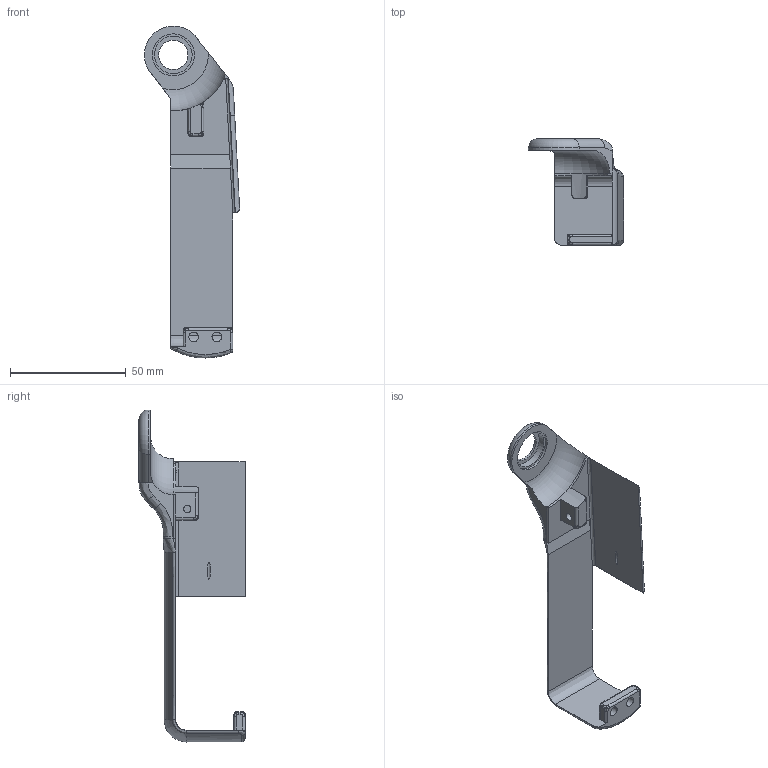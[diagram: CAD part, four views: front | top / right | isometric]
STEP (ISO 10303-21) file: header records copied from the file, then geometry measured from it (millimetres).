
FILE_DESCRIPTION( ( '' ), ' ' );
FILE_NAME( '5ee9cc7eae8015119d87a5d4.step', '2020-06-17T07:55:42', ( '' ), ( '' ), ' ', ' ', ' ' );
FILE_SCHEMA( ( 'AUTOMOTIVE_DESIGN { 1 0 10303 214 1 1 1 1 }' ) );
Length unit declared in the file: metre
Products named in the file (1): L_Cover
Bounding box: 41.12 x 45.91 x 143.55 mm (x, y, z)
Volume: 25593.7 mm3; surface area: 15160.4 mm2
Topology: 1 solids, 1 shells, 162 faces, 410 edges, 251 vertices
Faces by surface type: bspline 68, plane 42, cylinder 24, extrusion 20, torus 5, cone 3
Full cylindrical faces by diameter (mm): 1.5 x1, 3.203 x1, 4.199 x2, 12.716 x1, 16.299 x1, 18.201 x1
Entity records: 12015 total; most frequent: CARTESIAN_POINT 7496, ORIENTED_EDGE 794, DIRECTION 413, EDGE_CURVE 397, VERTEX_POINT 248, B_SPLINE_CURVE_WITH_KNOTS 237, EDGE_LOOP 179, FACE_OUTER_BOUND 167
